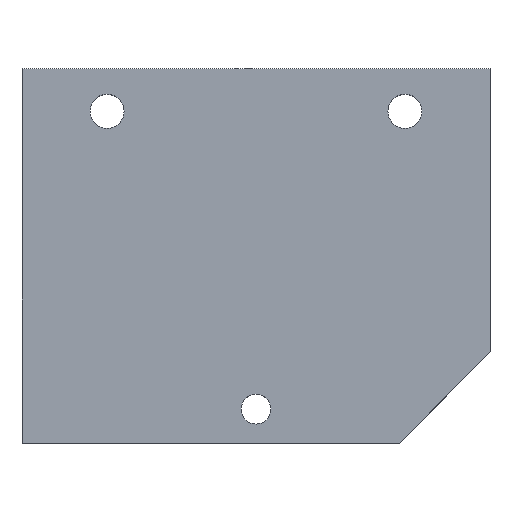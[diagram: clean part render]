
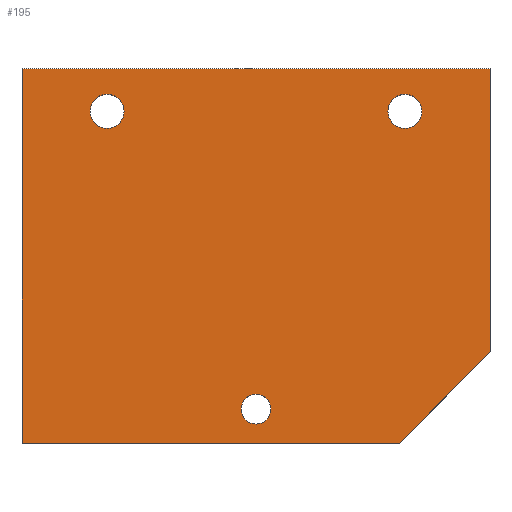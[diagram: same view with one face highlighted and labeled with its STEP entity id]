
A CAD part, top view. The second image highlights one B-rep face of the part: STEP entity #195.
In plain terms, the highlighted planar face has unit normal (0, 0, 1).
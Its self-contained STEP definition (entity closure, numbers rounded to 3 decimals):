
#15=FACE_BOUND('',#47,.T.);
#16=FACE_BOUND('',#48,.T.);
#17=FACE_BOUND('',#49,.T.);
#26=PLANE('',#225);
#36=FACE_OUTER_BOUND('',#46,.T.);
#46=EDGE_LOOP('',(#168,#169,#170,#171,#172));
#47=EDGE_LOOP('',(#173));
#48=EDGE_LOOP('',(#174));
#49=EDGE_LOOP('',(#175));
#59=LINE('',#305,#77);
#62=LINE('',#311,#80);
#65=LINE('',#317,#83);
#68=LINE('',#323,#86);
#71=LINE('',#327,#89);
#77=VECTOR('',#254,10.);
#80=VECTOR('',#259,10.);
#83=VECTOR('',#264,10.);
#86=VECTOR('',#269,10.);
#89=VECTOR('',#274,10.);
#90=CIRCLE('',#212,1.6);
#92=CIRCLE('',#215,1.6);
#94=CIRCLE('',#218,1.4);
#96=VERTEX_POINT('',#281);
#98=VERTEX_POINT('',#287);
#100=VERTEX_POINT('',#293);
#104=VERTEX_POINT('',#302);
#105=VERTEX_POINT('',#304);
#107=VERTEX_POINT('',#310);
#109=VERTEX_POINT('',#316);
#111=VERTEX_POINT('',#322);
#112=EDGE_CURVE('',#96,#96,#90,.T.);
#115=EDGE_CURVE('',#98,#98,#92,.T.);
#118=EDGE_CURVE('',#100,#100,#94,.T.);
#123=EDGE_CURVE('',#105,#104,#59,.T.);
#126=EDGE_CURVE('',#107,#105,#62,.T.);
#129=EDGE_CURVE('',#109,#107,#65,.T.);
#132=EDGE_CURVE('',#111,#109,#68,.T.);
#135=EDGE_CURVE('',#104,#111,#71,.T.);
#168=ORIENTED_EDGE('',*,*,#135,.T.);
#169=ORIENTED_EDGE('',*,*,#132,.T.);
#170=ORIENTED_EDGE('',*,*,#129,.T.);
#171=ORIENTED_EDGE('',*,*,#126,.T.);
#172=ORIENTED_EDGE('',*,*,#123,.T.);
#173=ORIENTED_EDGE('',*,*,#118,.T.);
#174=ORIENTED_EDGE('',*,*,#115,.T.);
#175=ORIENTED_EDGE('',*,*,#112,.T.);
#195=ADVANCED_FACE('',(#36,#15,#16,#17),#26,.T.);
#212=AXIS2_PLACEMENT_3D('',#282,#231,#232);
#215=AXIS2_PLACEMENT_3D('',#288,#238,#239);
#218=AXIS2_PLACEMENT_3D('',#294,#245,#246);
#225=AXIS2_PLACEMENT_3D('',#328,#275,#276);
#231=DIRECTION('center_axis',(0.,0.,-1.));
#232=DIRECTION('ref_axis',(1.,0.,0.));
#238=DIRECTION('center_axis',(0.,0.,-1.));
#239=DIRECTION('ref_axis',(1.,0.,0.));
#245=DIRECTION('center_axis',(0.,0.,-1.));
#246=DIRECTION('ref_axis',(1.,0.,0.));
#254=DIRECTION('',(0.,-1.,0.));
#259=DIRECTION('',(-1.,0.,0.));
#264=DIRECTION('',(0.,1.,0.));
#269=DIRECTION('',(0.703,0.711,0.));
#274=DIRECTION('',(1.,0.,0.));
#275=DIRECTION('center_axis',(0.,0.,1.));
#276=DIRECTION('ref_axis',(1.,0.,0.));
#281=CARTESIAN_POINT('',(30.448,43.31,5.));
#282=CARTESIAN_POINT('Origin',(32.048,43.31,5.));
#287=CARTESIAN_POINT('',(58.448,43.31,5.));
#288=CARTESIAN_POINT('Origin',(60.048,43.31,5.));
#293=CARTESIAN_POINT('',(44.648,15.31,5.));
#294=CARTESIAN_POINT('Origin',(46.048,15.31,5.));
#302=CARTESIAN_POINT('',(24.048,12.11,5.));
#304=CARTESIAN_POINT('',(24.048,47.31,5.));
#305=CARTESIAN_POINT('',(24.048,12.11,5.));
#310=CARTESIAN_POINT('',(68.048,47.31,5.));
#311=CARTESIAN_POINT('',(24.048,47.31,5.));
#316=CARTESIAN_POINT('',(68.048,20.71,5.));
#317=CARTESIAN_POINT('',(68.048,47.31,5.));
#322=CARTESIAN_POINT('',(59.548,12.11,5.));
#323=CARTESIAN_POINT('',(59.548,12.11,5.));
#327=CARTESIAN_POINT('',(68.048,12.11,5.));
#328=CARTESIAN_POINT('Origin',(46.048,29.71,5.));
